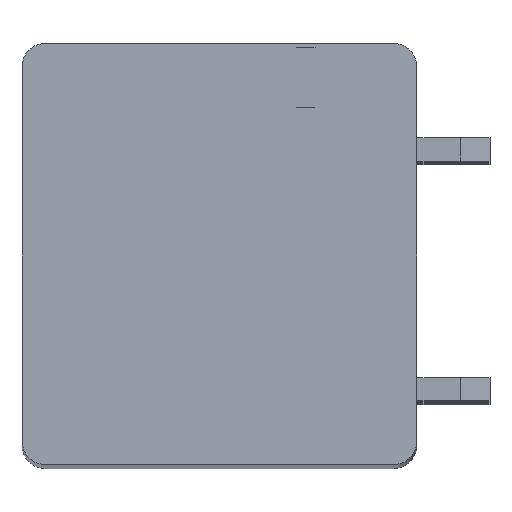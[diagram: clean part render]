
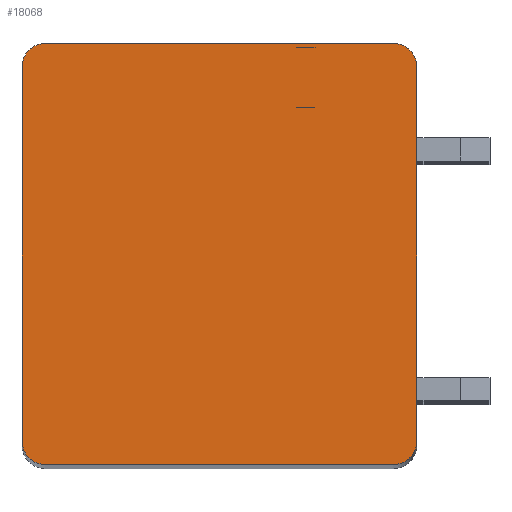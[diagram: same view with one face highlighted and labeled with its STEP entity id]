
A CAD part, top view. The second image highlights one B-rep face of the part: STEP entity #18068.
In plain terms, the highlighted planar face has unit normal (0, 0, 1).
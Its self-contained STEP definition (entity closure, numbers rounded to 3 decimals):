
#1907=CARTESIAN_POINT('',(-5.95,6.4,1.75));
#1908=DIRECTION('',(0.,0.,1.));
#1909=DIRECTION('',(0.,1.,0.));
#1910=AXIS2_PLACEMENT_3D('',#1907,#1908,#1909);
#1912=DIRECTION('',(-1.,0.,0.));
#1913=VECTOR('',#1912,11.9);
#1914=CARTESIAN_POINT('',(5.95,7.2,1.75));
#1915=LINE('',#1914,#1913);
#1916=CARTESIAN_POINT('',(5.95,6.4,1.75));
#1917=DIRECTION('',(0.,0.,1.));
#1918=DIRECTION('',(1.,0.,0.));
#1919=AXIS2_PLACEMENT_3D('',#1916,#1917,#1918);
#1921=DIRECTION('',(0.,1.,0.));
#1922=VECTOR('',#1921,12.8);
#1923=CARTESIAN_POINT('',(6.75,-6.4,1.75));
#1924=LINE('',#1923,#1922);
#1925=CARTESIAN_POINT('',(5.95,-6.4,1.75));
#1926=DIRECTION('',(0.,0.,1.));
#1927=DIRECTION('',(0.,-1.,0.));
#1928=AXIS2_PLACEMENT_3D('',#1925,#1926,#1927);
#1930=DIRECTION('',(1.,0.,0.));
#1931=VECTOR('',#1930,11.9);
#1932=CARTESIAN_POINT('',(-5.95,-7.2,1.75));
#1933=LINE('',#1932,#1931);
#1934=CARTESIAN_POINT('',(-5.95,-6.4,1.75));
#1935=DIRECTION('',(0.,0.,1.));
#1936=DIRECTION('',(-1.,0.,0.));
#1937=AXIS2_PLACEMENT_3D('',#1934,#1935,#1936);
#1939=DIRECTION('',(0.,-1.,0.));
#1940=VECTOR('',#1939,12.8);
#1941=CARTESIAN_POINT('',(-6.75,6.4,1.75));
#1942=LINE('',#1941,#1940);
#13673=CARTESIAN_POINT('',(-5.95,7.2,1.75));
#13674=VERTEX_POINT('',#13673);
#13675=CARTESIAN_POINT('',(-6.75,6.4,1.75));
#13676=VERTEX_POINT('',#13675);
#13681=CARTESIAN_POINT('',(6.75,6.4,1.75));
#13682=VERTEX_POINT('',#13681);
#13683=CARTESIAN_POINT('',(5.95,7.2,1.75));
#13684=VERTEX_POINT('',#13683);
#13689=CARTESIAN_POINT('',(-6.75,-6.4,1.75));
#13690=VERTEX_POINT('',#13689);
#13691=CARTESIAN_POINT('',(-5.95,-7.2,1.75));
#13692=VERTEX_POINT('',#13691);
#13697=CARTESIAN_POINT('',(5.95,-7.2,1.75));
#13698=VERTEX_POINT('',#13697);
#13699=CARTESIAN_POINT('',(6.75,-6.4,1.75));
#13700=VERTEX_POINT('',#13699);
#18053=CARTESIAN_POINT('',(0.,0.,1.75));
#18054=DIRECTION('',(0.,0.,1.));
#18055=DIRECTION('',(1.,0.,0.));
#18056=AXIS2_PLACEMENT_3D('',#18053,#18054,#18055);
#18057=PLANE('',#18056);
#18058=ORIENTED_EDGE('',*,*,#16893,.F.);
#18059=ORIENTED_EDGE('',*,*,#16909,.F.);
#18060=ORIENTED_EDGE('',*,*,#17538,.F.);
#18061=ORIENTED_EDGE('',*,*,#17553,.F.);
#18062=ORIENTED_EDGE('',*,*,#18006,.F.);
#18063=ORIENTED_EDGE('',*,*,#18019,.F.);
#18064=ORIENTED_EDGE('',*,*,#18034,.F.);
#18065=ORIENTED_EDGE('',*,*,#18046,.F.);
#18066=EDGE_LOOP('',(#18058,#18059,#18060,#18061,#18062,#18063,#18064,#18065));
#18067=FACE_OUTER_BOUND('',#18066,.F.);
#1911=CIRCLE('',#1910,0.8);
#1920=CIRCLE('',#1919,0.8);
#1929=CIRCLE('',#1928,0.8);
#1938=CIRCLE('',#1937,0.8);
#16893=EDGE_CURVE('',#13674,#13676,#1911,.T.);
#16909=EDGE_CURVE('',#13684,#13674,#1915,.T.);
#17538=EDGE_CURVE('',#13682,#13684,#1920,.T.);
#17553=EDGE_CURVE('',#13700,#13682,#1924,.T.);
#18006=EDGE_CURVE('',#13698,#13700,#1929,.T.);
#18019=EDGE_CURVE('',#13692,#13698,#1933,.T.);
#18034=EDGE_CURVE('',#13690,#13692,#1938,.T.);
#18046=EDGE_CURVE('',#13676,#13690,#1942,.T.);
#18068=ADVANCED_FACE('',(#18067),#18057,.T.);
